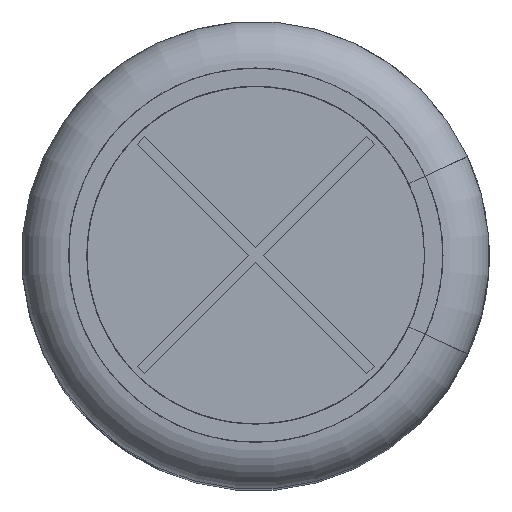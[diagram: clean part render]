
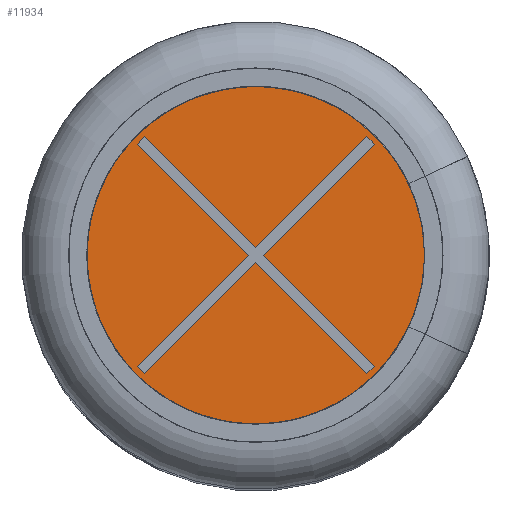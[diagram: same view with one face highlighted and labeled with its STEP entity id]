
A CAD part, top view. The second image highlights one B-rep face of the part: STEP entity #11934.
In plain terms, the highlighted planar face has unit normal (0, 0, 1).
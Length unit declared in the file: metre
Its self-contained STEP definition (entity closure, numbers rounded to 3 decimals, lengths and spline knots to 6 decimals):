
#434=LINE('',#15552,#1102);
#437=LINE('',#15558,#1105);
#439=LINE('',#15562,#1107);
#441=LINE('',#15566,#1109);
#443=LINE('',#15570,#1111);
#445=LINE('',#15574,#1113);
#447=LINE('',#15578,#1115);
#449=LINE('',#15582,#1117);
#451=LINE('',#15586,#1119);
#453=LINE('',#15590,#1121);
#455=LINE('',#15594,#1123);
#457=LINE('',#15598,#1125);
#1102=VECTOR('',#13258,1.);
#1105=VECTOR('',#13263,1.);
#1107=VECTOR('',#13267,1.);
#1109=VECTOR('',#13271,1.);
#1111=VECTOR('',#13275,1.);
#1113=VECTOR('',#13279,1.);
#1115=VECTOR('',#13283,1.);
#1117=VECTOR('',#13287,1.);
#1119=VECTOR('',#13291,1.);
#1121=VECTOR('',#13295,1.);
#1123=VECTOR('',#13299,1.);
#1125=VECTOR('',#13303,1.);
#1998=ORIENTED_EDGE('',*,*,#4389,.T.);
#1999=ORIENTED_EDGE('',*,*,#4412,.T.);
#2000=ORIENTED_EDGE('',*,*,#4410,.T.);
#2001=ORIENTED_EDGE('',*,*,#4408,.T.);
#2002=ORIENTED_EDGE('',*,*,#4406,.T.);
#2003=ORIENTED_EDGE('',*,*,#4404,.T.);
#2004=ORIENTED_EDGE('',*,*,#4402,.T.);
#2005=ORIENTED_EDGE('',*,*,#4400,.T.);
#2006=ORIENTED_EDGE('',*,*,#4398,.T.);
#2007=ORIENTED_EDGE('',*,*,#4396,.T.);
#2008=ORIENTED_EDGE('',*,*,#4394,.T.);
#2009=ORIENTED_EDGE('',*,*,#4392,.T.);
#2010=ORIENTED_EDGE('',*,*,#4436,.F.);
#4389=EDGE_CURVE('',#5646,#5647,#434,.T.);
#4392=EDGE_CURVE('',#5648,#5646,#437,.T.);
#4394=EDGE_CURVE('',#5649,#5648,#439,.T.);
#4396=EDGE_CURVE('',#5650,#5649,#441,.T.);
#4398=EDGE_CURVE('',#5651,#5650,#443,.T.);
#4400=EDGE_CURVE('',#5652,#5651,#445,.T.);
#4402=EDGE_CURVE('',#5653,#5652,#447,.T.);
#4404=EDGE_CURVE('',#5654,#5653,#449,.T.);
#4406=EDGE_CURVE('',#5655,#5654,#451,.T.);
#4408=EDGE_CURVE('',#5656,#5655,#453,.T.);
#4410=EDGE_CURVE('',#5657,#5656,#455,.T.);
#4412=EDGE_CURVE('',#5647,#5657,#457,.T.);
#4436=EDGE_CURVE('',#5679,#5679,#6508,.T.);
#5646=VERTEX_POINT('',#15553);
#5647=VERTEX_POINT('',#15554);
#5648=VERTEX_POINT('',#15559);
#5649=VERTEX_POINT('',#15563);
#5650=VERTEX_POINT('',#15567);
#5651=VERTEX_POINT('',#15571);
#5652=VERTEX_POINT('',#15575);
#5653=VERTEX_POINT('',#15579);
#5654=VERTEX_POINT('',#15583);
#5655=VERTEX_POINT('',#15587);
#5656=VERTEX_POINT('',#15591);
#5657=VERTEX_POINT('',#15595);
#5679=VERTEX_POINT('',#15659);
#6508=CIRCLE('',#12466,0.007209);
#6848=EDGE_LOOP('',(#1998,#1999,#2000,#2001,#2002,#2003,#2004,#2005,#2006,
#2007,#2008,#2009));
#6849=EDGE_LOOP('',(#2010));
#7462=FACE_BOUND('',#6848,.T.);
#7463=FACE_BOUND('',#6849,.T.);
#8035=PLANE('',#12490);
#11934=ADVANCED_FACE('',(#7462,#7463),#8035,.T.);
#12466=AXIS2_PLACEMENT_3D('',#15658,#13376,#13377);
#12490=AXIS2_PLACEMENT_3D('',#15690,#13424,#13425);
#13258=DIRECTION('',(0.707,0.707,0.));
#13263=DIRECTION('',(-0.707,0.707,0.));
#13267=DIRECTION('',(0.707,0.707,0.));
#13271=DIRECTION('',(-0.707,0.707,0.));
#13275=DIRECTION('',(-0.707,-0.707,0.));
#13279=DIRECTION('',(-0.707,0.707,0.));
#13283=DIRECTION('',(-0.707,-0.707,0.));
#13287=DIRECTION('',(0.707,-0.707,0.));
#13291=DIRECTION('',(-0.707,-0.707,0.));
#13295=DIRECTION('',(0.707,-0.707,0.));
#13299=DIRECTION('',(0.707,0.707,0.));
#13303=DIRECTION('',(0.707,-0.707,0.));
#13376=DIRECTION('',(0.,0.,-1.));
#13377=DIRECTION('',(-1.,0.,0.));
#13424=DIRECTION('',(0.,0.,1.));
#13425=DIRECTION('',(1.,0.,0.));
#15552=CARTESIAN_POINT('',(-0.004276,0.004559,0.03978));
#15553=CARTESIAN_POINT('',(-0.004559,0.004276,0.03978));
#15554=CARTESIAN_POINT('',(-0.004276,0.004559,0.03978));
#15558=CARTESIAN_POINT('',(-0.000283,0.,0.03978));
#15559=CARTESIAN_POINT('',(-0.000283,0.,0.03978));
#15562=CARTESIAN_POINT('',(-0.000283,0.,0.03978));
#15563=CARTESIAN_POINT('',(-0.004559,-0.004276,0.03978));
#15566=CARTESIAN_POINT('',(-0.004276,-0.004559,0.03978));
#15567=CARTESIAN_POINT('',(-0.004276,-0.004559,0.03978));
#15570=CARTESIAN_POINT('',(0.,-0.000283,0.03978));
#15571=CARTESIAN_POINT('',(0.,-0.000283,0.03978));
#15574=CARTESIAN_POINT('',(0.,-0.000283,0.03978));
#15575=CARTESIAN_POINT('',(0.004276,-0.004559,0.03978));
#15578=CARTESIAN_POINT('',(0.004559,-0.004276,0.03978));
#15579=CARTESIAN_POINT('',(0.004559,-0.004276,0.03978));
#15582=CARTESIAN_POINT('',(0.000283,0.,0.03978));
#15583=CARTESIAN_POINT('',(0.000283,0.,0.03978));
#15586=CARTESIAN_POINT('',(0.000283,0.,0.03978));
#15587=CARTESIAN_POINT('',(0.004559,0.004276,0.03978));
#15590=CARTESIAN_POINT('',(0.004559,0.004276,0.03978));
#15591=CARTESIAN_POINT('',(0.004276,0.004559,0.03978));
#15594=CARTESIAN_POINT('',(0.,0.000283,0.03978));
#15595=CARTESIAN_POINT('',(0.,0.000283,0.03978));
#15598=CARTESIAN_POINT('',(0.,0.000283,0.03978));
#15658=CARTESIAN_POINT('',(0.,0.,0.03978));
#15659=CARTESIAN_POINT('',(-0.007209,0.,0.03978));
#15690=CARTESIAN_POINT('',(-0.007209,0.,0.03978));
